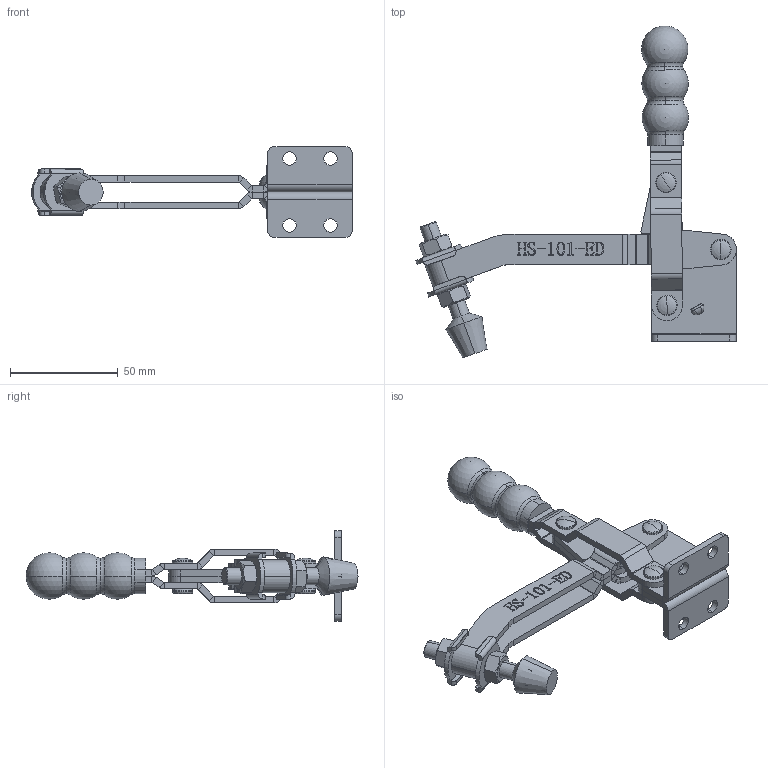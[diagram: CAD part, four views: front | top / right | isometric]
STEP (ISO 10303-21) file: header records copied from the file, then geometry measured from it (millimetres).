
FILE_DESCRIPTION (( 'STEP AP203' ), '1' );
FILE_NAME ('HS-101-ED .STEP', '2019-10-14T10:21:23', ( '微软用户' ), ( '微软中国' ), 'SwSTEP 2.0', 'SolidWorks 2012', '' );
FILE_SCHEMA (( 'CONFIG_CONTROL_DESIGN' ));
Length unit declared in the file: millimetre
Products named in the file (12): HS-101-ED ; hex nuts, style 1-grades ab gb_GB_FASTENER_NUT_SNAB1 M8-N; FW-516; hexagon head bolts-full thread gb_GB_FASTENER_BOLT_STBAB A M8X50-C; 揤輸; 揤參; 种; 忒梟; 忒參; 蟀裝; 楊擘菁釱酘; 楊擘菁釱衵
Assembly tree (18 placements, depth 2):
  HS-101-ED 
    楊擘菁釱衵
    楊擘菁釱酘
    蟀裝  x2
    忒參
    忒梟  x2
    种  x4
    揤參
    揤輸
    hexagon head bolts-full thread gb_GB_FASTENER_BOLT_STBAB A M8X50-C
    FW-516  x2
    hex nuts, style 1-grades ab gb_GB_FASTENER_NUT_SNAB1 M8-N  x2
Bounding box: 148.91 x 154.15 x 42 mm (x, y, z)
Volume: 62532.7 mm3; surface area: 42812.3 mm2
Topology: 18 solids, 18 shells, 898 faces, 2224 edges, 1386 vertices
Faces by surface type: plane 497, cylinder 188, bspline 127, torus 50, cone 30, sphere 6
Entity records: 28907 total; most frequent: CARTESIAN_POINT 10821, ORIENTED_EDGE 3630, DIRECTION 3077, EDGE_CURVE 1815, VECTOR 1189, LINE 1189, VERTEX_POINT 1150, AXIS2_PLACEMENT_3D 944
